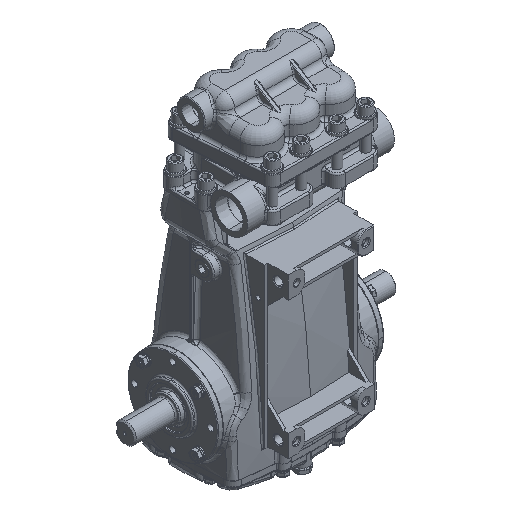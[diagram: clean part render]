
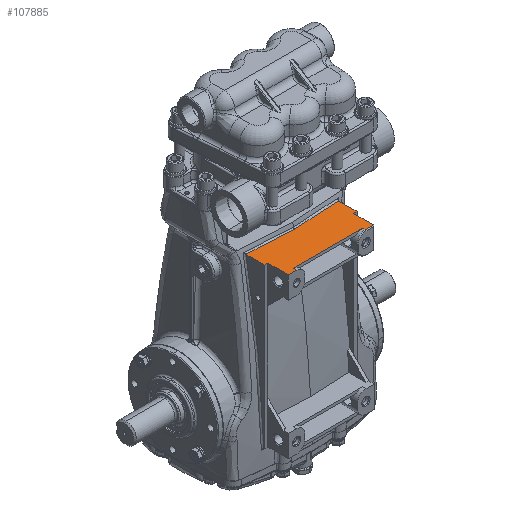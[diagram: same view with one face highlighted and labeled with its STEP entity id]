
A CAD part, isometric view. The second image highlights one B-rep face of the part: STEP entity #107885.
In plain terms, the highlighted planar face has unit normal (0, 0, 1).
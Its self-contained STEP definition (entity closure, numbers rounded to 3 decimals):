
#1712 = VECTOR ( 'NONE', #18720, 39.37 ) ;
#1762 = CARTESIAN_POINT ( 'NONE',  ( 0., -2.234, 7.52 ) ) ;
#2541 = CARTESIAN_POINT ( 'NONE',  ( 1.988, 19685.039, 7.52 ) ) ;
#2668 = CARTESIAN_POINT ( 'NONE',  ( -2.658, -2.084, 7.52 ) ) ;
#4878 = ORIENTED_EDGE ( 'NONE', *, *, #93313, .T. ) ;
#5907 = VECTOR ( 'NONE', #33782, 39.37 ) ;
#9193 = DIRECTION ( 'NONE',  ( 0., 0., -1. ) ) ;
#9749 = VERTEX_POINT ( 'NONE', #26792 ) ;
#10385 = VECTOR ( 'NONE', #21465, 39.37 ) ;
#11417 = ORIENTED_EDGE ( 'NONE', *, *, #51343, .F. ) ;
#13303 = DIRECTION ( 'NONE',  ( 0., -1., 0. ) ) ;
#13348 = CARTESIAN_POINT ( 'NONE',  ( -0.888, -2.221, 7.52 ) ) ;
#13405 = ORIENTED_EDGE ( 'NONE', *, *, #65139, .F. ) ;
#13778 = CARTESIAN_POINT ( 'NONE',  ( 2.461, -3.15, 7.52 ) ) ;
#14238 = VECTOR ( 'NONE', #34464, 39.37 ) ;
#15435 = VERTEX_POINT ( 'NONE', #63849 ) ;
#17748 = CARTESIAN_POINT ( 'NONE',  ( -1.988, -4.134, 7.52 ) ) ;
#18523 = CARTESIAN_POINT ( 'NONE',  ( -2.658, -2.084, 7.52 ) ) ;
#18664 = VECTOR ( 'NONE', #34026, 39.37 ) ;
#18720 = DIRECTION ( 'NONE',  ( 1., 0., 0. ) ) ;
#19770 = ORIENTED_EDGE ( 'NONE', *, *, #43422, .F. ) ;
#20584 = B_SPLINE_CURVE_WITH_KNOTS ( 'NONE', 3,
 ( #18523, #28641, #45507, #26965 ),
 .UNSPECIFIED., .F., .F.,
 ( 4, 4 ),
 ( 0., 0. ),
 .UNSPECIFIED. ) ;
#20660 = VERTEX_POINT ( 'NONE', #13778 ) ;
#20704 = CARTESIAN_POINT ( 'NONE',  ( -0.444, -2.234, 7.52 ) ) ;
#20784 = CARTESIAN_POINT ( 'NONE',  ( -2.461, -4.331, 7.52 ) ) ;
#20962 = CARTESIAN_POINT ( 'NONE',  ( 2.658, -2.086, 7.52 ) ) ;
#21025 = B_SPLINE_CURVE_WITH_KNOTS ( 'NONE', 3,
 ( #90631, #47931, #20962, #55272 ),
 .UNSPECIFIED., .F., .F.,
 ( 4, 4 ),
 ( 0., 0. ),
 .UNSPECIFIED. ) ;
#21280 = CARTESIAN_POINT ( 'NONE',  ( -1.988, 19685.039, 7.52 ) ) ;
#21465 = DIRECTION ( 'NONE',  ( 0., -1., 0. ) ) ;
#23711 = VERTEX_POINT ( 'NONE', #64041 ) ;
#24615 = ORIENTED_EDGE ( 'NONE', *, *, #26445, .T. ) ;
#24737 = ORIENTED_EDGE ( 'NONE', *, *, #93223, .T. ) ;
#26445 = EDGE_CURVE ( 'NONE', #97467, #90491, #102102, .T. ) ;
#26449 = LINE ( 'NONE', #92380, #96818 ) ;
#26792 = CARTESIAN_POINT ( 'NONE',  ( -2.461, -3.15, 7.52 ) ) ;
#26965 = CARTESIAN_POINT ( 'NONE',  ( -2.657, -2.09, 7.52 ) ) ;
#27632 = VERTEX_POINT ( 'NONE', #80963 ) ;
#27697 = CARTESIAN_POINT ( 'NONE',  ( 0.888, -2.221, 7.52 ) ) ;
#28460 = LINE ( 'NONE', #2541, #46137 ) ;
#28641 = CARTESIAN_POINT ( 'NONE',  ( -2.658, -2.086, 7.52 ) ) ;
#28869 = LINE ( 'NONE', #63165, #57984 ) ;
#30346 = EDGE_CURVE ( 'NONE', #70010, #99072, #28460, .T. ) ;
#31110 = B_SPLINE_CURVE_WITH_KNOTS ( 'NONE', 3,
 ( #77163, #87255, #34415, #27697, #44559, #1762 ),
 .UNSPECIFIED., .F., .F.,
 ( 4, 2, 4 ),
 ( 0., 0.034, 0.068 ),
 .UNSPECIFIED. ) ;
#31624 = ORIENTED_EDGE ( 'NONE', *, *, #56095, .T. ) ;
#31975 = LINE ( 'NONE', #82563, #95105 ) ;
#33359 = VECTOR ( 'NONE', #47137, 39.37 ) ;
#33782 = DIRECTION ( 'NONE',  ( 1., 0., 0. ) ) ;
#34026 = DIRECTION ( 'NONE',  ( 0., -1., 0. ) ) ;
#34415 = CARTESIAN_POINT ( 'NONE',  ( 1.774, -2.171, 7.52 ) ) ;
#34464 = DIRECTION ( 'NONE',  ( 0., -1., 0. ) ) ;
#38562 = EDGE_CURVE ( 'NONE', #99072, #104210, #61447, .T. ) ;
#39786 = ORIENTED_EDGE ( 'NONE', *, *, #38562, .T. ) ;
#39932 = ORIENTED_EDGE ( 'NONE', *, *, #98437, .F. ) ;
#40820 = LINE ( 'NONE', #75093, #101515 ) ;
#41778 = CARTESIAN_POINT ( 'NONE',  ( -2.657, -2.09, 7.52 ) ) ;
#43422 = EDGE_CURVE ( 'NONE', #70010, #68278, #28869, .T. ) ;
#44559 = CARTESIAN_POINT ( 'NONE',  ( 0.444, -2.234, 7.52 ) ) ;
#44999 = CARTESIAN_POINT ( 'NONE',  ( 1.988, -4.291, 7.52 ) ) ;
#45507 = CARTESIAN_POINT ( 'NONE',  ( -2.657, -2.088, 7.52 ) ) ;
#45678 = LINE ( 'NONE', #46240, #10385 ) ;
#46137 = VECTOR ( 'NONE', #79609, 39.37 ) ;
#46240 = CARTESIAN_POINT ( 'NONE',  ( 2.657, 19685.039, 7.52 ) ) ;
#47137 = DIRECTION ( 'NONE',  ( 0., -1., 0. ) ) ;
#47931 = CARTESIAN_POINT ( 'NONE',  ( 2.657, -2.088, 7.52 ) ) ;
#51343 = EDGE_CURVE ( 'NONE', #27632, #15435, #45678, .T. ) ;
#55005 = CARTESIAN_POINT ( 'NONE',  ( -1.774, -2.171, 7.52 ) ) ;
#55272 = CARTESIAN_POINT ( 'NONE',  ( 2.658, -2.084, 7.52 ) ) ;
#56095 = EDGE_CURVE ( 'NONE', #64815, #94809, #31110, .T. ) ;
#56118 = VERTEX_POINT ( 'NONE', #62547 ) ;
#56604 = CARTESIAN_POINT ( 'NONE',  ( 2.461, -4.291, 7.52 ) ) ;
#56765 = ORIENTED_EDGE ( 'NONE', *, *, #61543, .T. ) ;
#57541 = DIRECTION ( 'NONE',  ( -1., 0., 0. ) ) ;
#57984 = VECTOR ( 'NONE', #70468, 39.37 ) ;
#61447 = LINE ( 'NONE', #95731, #1712 ) ;
#61543 = EDGE_CURVE ( 'NONE', #94809, #56118, #102478, .T. ) ;
#62547 = CARTESIAN_POINT ( 'NONE',  ( -2.658, -2.084, 7.52 ) ) ;
#63165 = CARTESIAN_POINT ( 'NONE',  ( -2.461, -4.134, 7.52 ) ) ;
#63849 = CARTESIAN_POINT ( 'NONE',  ( 2.657, -3.15, 7.52 ) ) ;
#64041 = CARTESIAN_POINT ( 'NONE',  ( -1.988, -4.331, 7.52 ) ) ;
#64815 = VERTEX_POINT ( 'NONE', #73646 ) ;
#65139 = EDGE_CURVE ( 'NONE', #68278, #23711, #79751, .T. ) ;
#66271 = DIRECTION ( 'NONE',  ( 1., 0., 0. ) ) ;
#68238 = CARTESIAN_POINT ( 'NONE',  ( -1.988, 19685.039, 7.52 ) ) ;
#68278 = VERTEX_POINT ( 'NONE', #17748 ) ;
#68622 = CARTESIAN_POINT ( 'NONE',  ( 1.988, -4.134, 7.52 ) ) ;
#68797 = FACE_OUTER_BOUND ( 'NONE', #88699, .T. ) ;
#68905 = CARTESIAN_POINT ( 'NONE',  ( -2.657, 19685.039, 7.52 ) ) ;
#70010 = VERTEX_POINT ( 'NONE', #68622 ) ;
#70468 = DIRECTION ( 'NONE',  ( -1., 0., 0. ) ) ;
#71719 = EDGE_CURVE ( 'NONE', #56118, #97467, #20584, .T. ) ;
#73470 = ORIENTED_EDGE ( 'NONE', *, *, #105780, .T. ) ;
#73646 = CARTESIAN_POINT ( 'NONE',  ( 2.658, -2.084, 7.52 ) ) ;
#75093 = CARTESIAN_POINT ( 'NONE',  ( 2.461, 19685.039, 7.52 ) ) ;
#75623 = AXIS2_PLACEMENT_3D ( 'NONE', #68238, #9193, #84525 ) ;
#76100 = CARTESIAN_POINT ( 'NONE',  ( -2.461, 19685.039, 7.52 ) ) ;
#77163 = CARTESIAN_POINT ( 'NONE',  ( 2.658, -2.084, 7.52 ) ) ;
#79609 = DIRECTION ( 'NONE',  ( 0., -1., 0. ) ) ;
#79751 = LINE ( 'NONE', #21280, #33359 ) ;
#80963 = CARTESIAN_POINT ( 'NONE',  ( 2.657, -2.09, 7.52 ) ) ;
#82563 = CARTESIAN_POINT ( 'NONE',  ( -1.988, -4.331, 7.52 ) ) ;
#84525 = DIRECTION ( 'NONE',  ( -1., 0., 0. ) ) ;
#84799 = EDGE_CURVE ( 'NONE', #15435, #20660, #26449, .T. ) ;
#84853 = VERTEX_POINT ( 'NONE', #20784 ) ;
#85586 = EDGE_CURVE ( 'NONE', #84853, #23711, #31975, .T. ) ;
#87255 = CARTESIAN_POINT ( 'NONE',  ( 2.216, -2.134, 7.52 ) ) ;
#88699 = EDGE_LOOP ( 'NONE', ( #98639, #39786, #39932, #106899, #11417, #24737, #31624, #56765, #90947, #24615, #4878, #73470, #106208, #13405, #19770 ) ) ;
#90491 = VERTEX_POINT ( 'NONE', #95286 ) ;
#90631 = CARTESIAN_POINT ( 'NONE',  ( 2.657, -2.09, 7.52 ) ) ;
#90947 = ORIENTED_EDGE ( 'NONE', *, *, #71719, .T. ) ;
#92380 = CARTESIAN_POINT ( 'NONE',  ( 2.657, -3.15, 7.52 ) ) ;
#92981 = LINE ( 'NONE', #76100, #14238 ) ;
#93223 = EDGE_CURVE ( 'NONE', #27632, #64815, #21025, .T. ) ;
#93313 = EDGE_CURVE ( 'NONE', #90491, #9749, #100744, .T. ) ;
#94809 = VERTEX_POINT ( 'NONE', #110390 ) ;
#95105 = VECTOR ( 'NONE', #66271, 39.37 ) ;
#95286 = CARTESIAN_POINT ( 'NONE',  ( -2.657, -3.15, 7.52 ) ) ;
#95731 = CARTESIAN_POINT ( 'NONE',  ( -1.988, -4.291, 7.52 ) ) ;
#96818 = VECTOR ( 'NONE', #57541, 39.37 ) ;
#97467 = VERTEX_POINT ( 'NONE', #41778 ) ;
#98437 = EDGE_CURVE ( 'NONE', #20660, #104210, #40820, .T. ) ;
#98639 = ORIENTED_EDGE ( 'NONE', *, *, #30346, .T. ) ;
#99072 = VERTEX_POINT ( 'NONE', #44999 ) ;
#99374 = CARTESIAN_POINT ( 'NONE',  ( 0., -2.234, 7.52 ) ) ;
#100744 = LINE ( 'NONE', #110857, #5907 ) ;
#101515 = VECTOR ( 'NONE', #13303, 39.37 ) ;
#102102 = LINE ( 'NONE', #68905, #18664 ) ;
#102478 = B_SPLINE_CURVE_WITH_KNOTS ( 'NONE', 3,
 ( #99374, #20704, #13348, #55005, #107835, #2668 ),
 .UNSPECIFIED., .F., .F.,
 ( 4, 2, 4 ),
 ( 0., 0.034, 0.068 ),
 .UNSPECIFIED. ) ;
#103675 = PLANE ( 'NONE',  #75623 ) ;
#104210 = VERTEX_POINT ( 'NONE', #56604 ) ;
#105780 = EDGE_CURVE ( 'NONE', #9749, #84853, #92981, .T. ) ;
#106208 = ORIENTED_EDGE ( 'NONE', *, *, #85586, .T. ) ;
#106899 = ORIENTED_EDGE ( 'NONE', *, *, #84799, .F. ) ;
#107835 = CARTESIAN_POINT ( 'NONE',  ( -2.216, -2.134, 7.52 ) ) ;
#107885 = ADVANCED_FACE ( 'NONE', ( #68797 ), #103675, .F. ) ;
#110390 = CARTESIAN_POINT ( 'NONE',  ( 0., -2.234, 7.52 ) ) ;
#110857 = CARTESIAN_POINT ( 'NONE',  ( -2.657, -3.15, 7.52 ) ) ;
